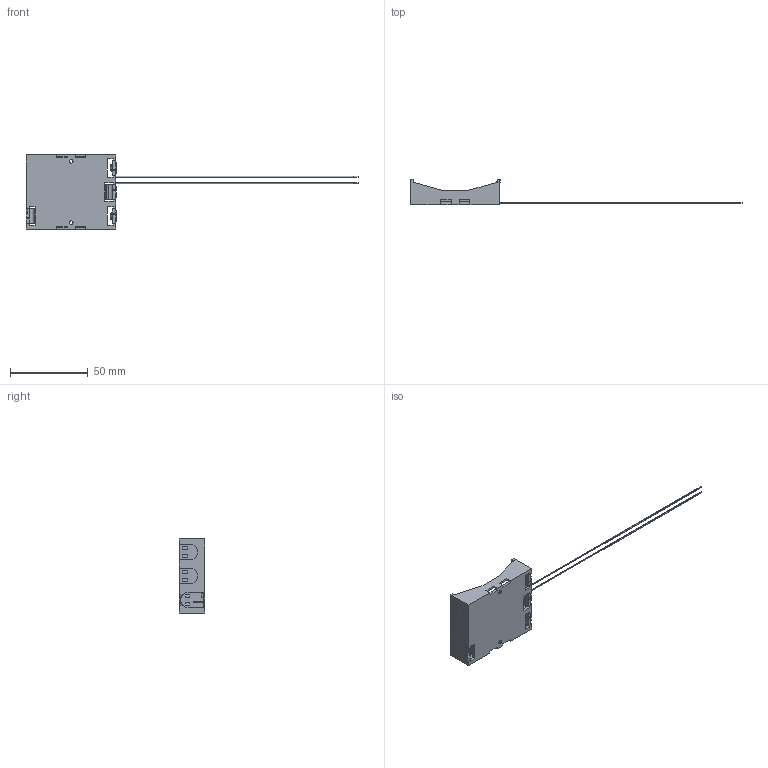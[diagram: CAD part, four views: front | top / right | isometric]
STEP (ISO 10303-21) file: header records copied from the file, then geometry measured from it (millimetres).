
FILE_DESCRIPTION (( 'STEP AP214' ), '1' );
FILE_NAME ('BA3AAW.STEP', '2019-12-04T15:39:22', ( '' ), ( '' ), 'SwSTEP 2.0', 'SolidWorks 2016', '' );
FILE_SCHEMA (( 'AUTOMOTIVE_DESIGN' ));
Length unit declared in the file: millimetre
Products named in the file (1): BA3AAW
Bounding box: 213.36 x 16.38 x 47.63 mm (x, y, z)
Volume: 9603.7 mm3; surface area: 17770.3 mm2
Topology: 10 solids, 10 shells, 706 faces, 2005 edges, 1320 vertices
Faces by surface type: plane 589, cylinder 77, torus 24, cone 16
Entity records: 22890 total; most frequent: CARTESIAN_POINT 4032, ORIENTED_EDGE 4010, DIRECTION 3649, EDGE_CURVE 2005, LINE 1775, VECTOR 1775, VERTEX_POINT 1320, AXIS2_PLACEMENT_3D 937
